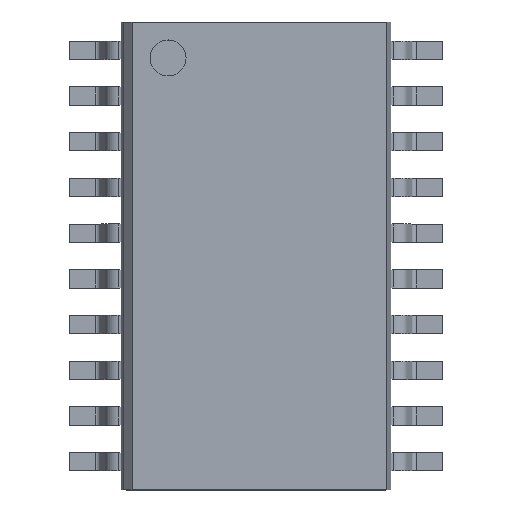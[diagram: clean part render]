
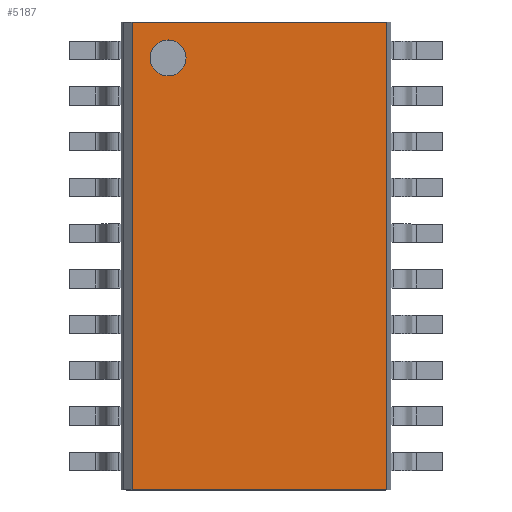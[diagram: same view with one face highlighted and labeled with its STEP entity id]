
A CAD part, top view. The second image highlights one B-rep face of the part: STEP entity #5187.
In plain terms, the highlighted planar face has unit normal (0, 0, 1).
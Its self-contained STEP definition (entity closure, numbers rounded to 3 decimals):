
#40=FACE_BOUND($,#602,.T.);
#43=CIRCLE($,#5532,0.5);
#296=FACE_OUTER_BOUND($,#601,.T.);
#601=EDGE_LOOP($,(#3446,#3447,#3448,#3449));
#602=EDGE_LOOP($,(#3450));
#920=LINE($,#7596,#1531);
#922=LINE($,#7600,#1533);
#923=LINE($,#7602,#1534);
#924=LINE($,#7603,#1535);
#1531=VECTOR($,#6043,13.);
#1533=VECTOR($,#6047,7.08);
#1534=VECTOR($,#6048,13.);
#1535=VECTOR($,#6049,7.08);
#2127=VERTEX_POINT($,#7565);
#2138=VERTEX_POINT($,#7593);
#2139=VERTEX_POINT($,#7595);
#2140=VERTEX_POINT($,#7599);
#2141=VERTEX_POINT($,#7601);
#2647=EDGE_CURVE($,#2127,#2127,#43,.T.);
#2660=EDGE_CURVE($,#2139,#2138,#920,.T.);
#2662=EDGE_CURVE($,#2138,#2140,#922,.T.);
#2663=EDGE_CURVE($,#2141,#2140,#923,.T.);
#2664=EDGE_CURVE($,#2139,#2141,#924,.T.);
#3446=ORIENTED_EDGE($,*,*,#2662,.T.);
#3447=ORIENTED_EDGE($,*,*,#2663,.F.);
#3448=ORIENTED_EDGE($,*,*,#2664,.F.);
#3449=ORIENTED_EDGE($,*,*,#2660,.T.);
#3450=ORIENTED_EDGE($,*,*,#2647,.T.);
#4963=PLANE($,#5538);
#5187=ADVANCED_FACE($,(#296,#40),#4963,.T.);
#5532=AXIS2_PLACEMENT_3D($,#7566,#6019,#6020);
#5538=AXIS2_PLACEMENT_3D($,#7598,#6045,#6046);
#6019=DIRECTION('center_axis',(0.,0.,-1.));
#6020=DIRECTION('ref_axis',(1.,0.,0.));
#6043=DIRECTION($,(0.,-1.,0.));
#6045=DIRECTION('center_axis',(0.,0.,1.));
#6046=DIRECTION('ref_axis',(1.,0.,0.));
#6047=DIRECTION($,(1.,0.,0.));
#6048=DIRECTION($,(0.,-1.,0.));
#6049=DIRECTION($,(1.,0.,0.));
#7565=CARTESIAN_POINT('',(-1.943,5.5,1.68));
#7566=CARTESIAN_POINT('Origin',(-2.443,5.5,1.68));
#7593=CARTESIAN_POINT('',(-3.443,-6.5,1.68));
#7595=CARTESIAN_POINT('',(-3.443,6.5,1.68));
#7596=CARTESIAN_POINT($,(-3.443,7.8,1.68));
#7598=CARTESIAN_POINT('Origin',(-3.443,7.8,1.68));
#7599=CARTESIAN_POINT('',(3.637,-6.5,1.68));
#7600=CARTESIAN_POINT($,(-3.443,-6.5,1.68));
#7601=CARTESIAN_POINT('',(3.637,6.5,1.68));
#7602=CARTESIAN_POINT($,(3.637,7.8,1.68));
#7603=CARTESIAN_POINT($,(-3.443,6.5,1.68));
